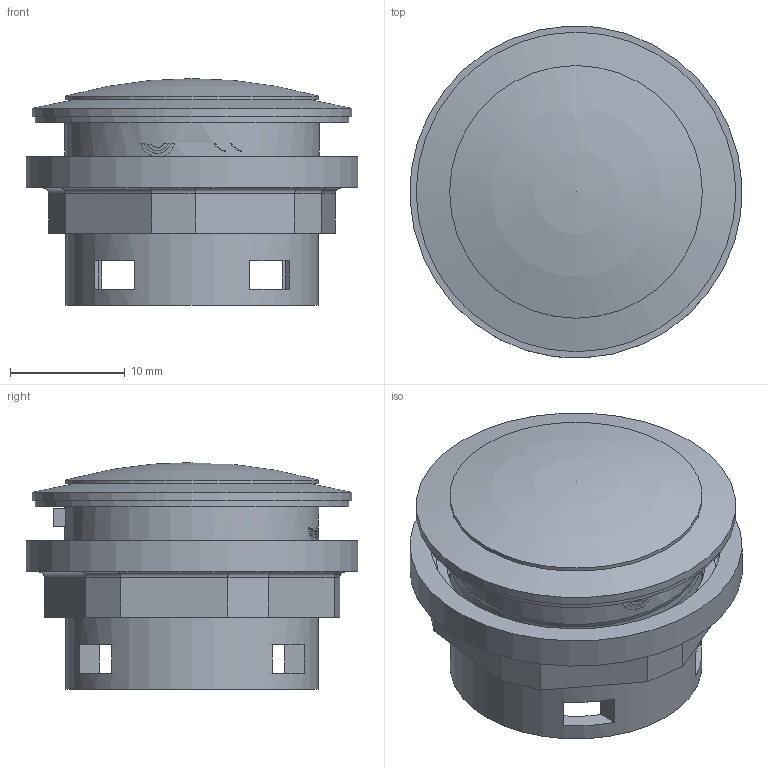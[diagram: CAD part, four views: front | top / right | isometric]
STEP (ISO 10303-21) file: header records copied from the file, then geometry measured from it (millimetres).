
FILE_DESCRIPTION(/* description */ (''),/* implementation_level */ '2;1');
FILE_NAME(/* name */ 'SN.stp',/* time_stamp */ '2016-09-13T13:50:54+02:00',/* author */ ('mharscher'),/* organization */ (''),/* preprocessor_version */ 'ST-DEVELOPER v15.2',/* originating_system */ 'Autodesk Inventor 2014',/* authorisation */ '');
FILE_SCHEMA (('CONFIG_CONTROL_DESIGN'));
Length unit declared in the file: millimetre
Products named in the file (1): SN
Bounding box: 28.97 x 28.97 x 19.79 mm (x, y, z)
Volume: 5633.3 mm3; surface area: 4314.7 mm2
Topology: 1 solids, 2 shells, 144 faces, 376 edges, 245 vertices
Faces by surface type: plane 79, cylinder 50, cone 11, torus 3, sphere 1
Full cylindrical faces by diameter (mm): 18.7 x1, 19.7 x1, 22 x3, 22.05 x1, 22.2 x1, 22.6 x1, 25.35 x1, 27.4 x1, 27.9 x1, 29 x1
Entity records: 4449 total; most frequent: CARTESIAN_POINT 1001, DIRECTION 708, ORIENTED_EDGE 698, EDGE_CURVE 349, AXIS2_PLACEMENT_3D 256, VERTEX_POINT 237, LINE 196, VECTOR 196
